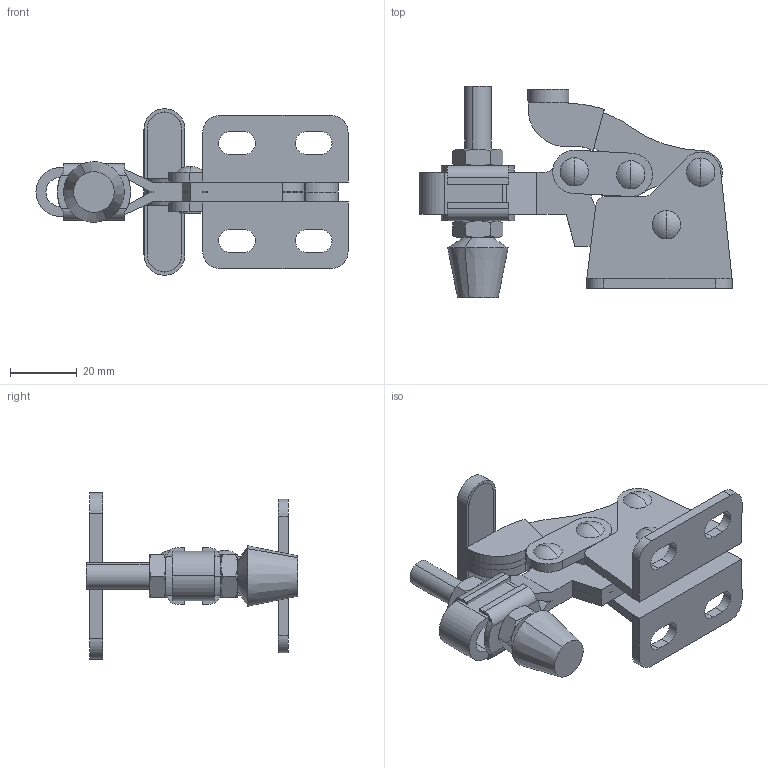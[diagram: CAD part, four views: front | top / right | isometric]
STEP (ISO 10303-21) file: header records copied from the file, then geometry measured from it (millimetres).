
FILE_DESCRIPTION (( 'STEP AP214' ), '1' );
FILE_NAME ('EMC13007.STEP', '2019-01-09T02:31:38', ( 'LinWei' ), ( '' ), 'SwSTEP 2.0', 'SolidWorks 2016', '' );
FILE_SCHEMA (( 'AUTOMOTIVE_DESIGN' ));
Length unit declared in the file: millimetre
Products named in the file (6): Group1^EMC13007; EMC13007; 11300708-1^EMC13007; Group7^EMC13007; Group5^EMC13007; Group4^EMC13007
Assembly tree (5 placements, depth 2):
  EMC13007
    Group1^EMC13007
    Group4^EMC13007
    Group5^EMC13007
    Group7^EMC13007
    11300708-1^EMC13007
Bounding box: 93.7 x 63.5 x 50 mm (x, y, z)
Volume: 36158.9 mm3; surface area: 28147.3 mm2
Topology: 5 solids, 5 shells, 390 faces, 1015 edges, 639 vertices
Faces by surface type: plane 205, cylinder 135, cone 28, torus 8, sphere 8, bspline 6
Entity records: 13809 total; most frequent: CARTESIAN_POINT 2520, DIRECTION 2080, ORIENTED_EDGE 2030, EDGE_CURVE 1015, AXIS2_PLACEMENT_3D 743, VERTEX_POINT 639, LINE 594, VECTOR 594
